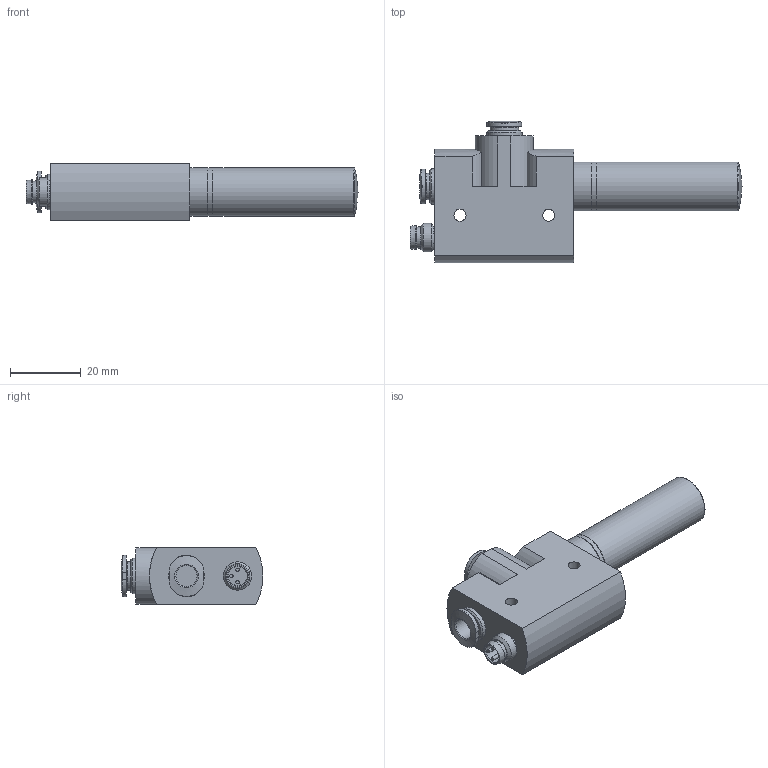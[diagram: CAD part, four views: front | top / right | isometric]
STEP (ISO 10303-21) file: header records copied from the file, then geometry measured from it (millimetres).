
FILE_DESCRIPTION(/* description */ ('STEP AP214'),/* implementation_level */ '2;1');
FILE_NAME(/* name */ '536798_VN-05-L-T4-PQ2-VQ2-O1-P',/* time_stamp */ '2024-09-16T23:33:41+02:00',/* author */ ('License CC BY-ND 4.0'),/* organization */ ('CADENAS'),/* preprocessor_version */ 'ST-DEVELOPER v19.3',/* originating_system */ 'PARTsolutions',/* authorisation */ ' ');
FILE_SCHEMA (('AUTOMOTIVE_DESIGN {1 0 10303 214 3 1 1}'));
Length unit declared in the file: millimetre
Products named in the file (1): 536798 VN-05-L-T4-PQ2-VQ2-O1-P
Bounding box: 93.6 x 40 x 16 mm (x, y, z)
Volume: 27117.5 mm3; surface area: 8051 mm2
Topology: 1 solids, 1 shells, 84 faces, 184 edges, 120 vertices
Faces by surface type: cylinder 33, plane 31, torus 11, cone 9
Full cylindrical faces by diameter (mm): 1 x3, 3.4 x2, 5.4 x1, 6 x4, 7.4 x1, 8 x2, 10 x2, 13.4 x2, 13.8 x3
Entity records: 2743 total; most frequent: CARTESIAN_POINT 426, DIRECTION 362, ORIENTED_EDGE 284, AXIS2_PLACEMENT_3D 161, FACE_BOUND 143, EDGE_CURVE 142, EDGE_LOOP 142, VERTEX_POINT 115
